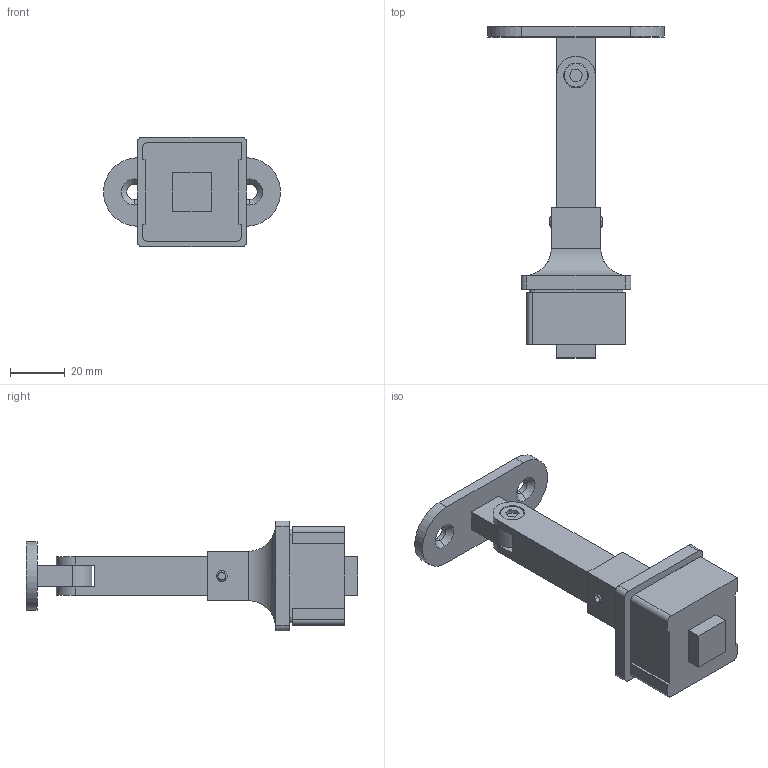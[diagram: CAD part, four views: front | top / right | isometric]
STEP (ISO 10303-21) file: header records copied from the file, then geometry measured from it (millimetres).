
FILE_DESCRIPTION (( 'STEP AP203' ), '1' );
FILE_NAME ('3D_GC2164_40x40x2_flach_188706160.STEP', '2024-10-16T13:29:41', ( '' ), ( '' ), 'SwSTEP 2.0', 'SolidWorks 2024', '' );
FILE_SCHEMA (( 'CONFIG_CONTROL_DESIGN' ));
Length unit declared in the file: millimetre
Products named in the file (1): 3D_GC2164_40x40x2_flach_188706160
Bounding box: 64.5 x 121 x 40 mm (x, y, z)
Volume: 60495.7 mm3; surface area: 22763.4 mm2
Topology: 5 solids, 5 shells, 163 faces, 385 edges, 242 vertices
Faces by surface type: plane 96, cylinder 51, cone 12, torus 4
Entity records: 4754 total; most frequent: DIRECTION 835, CARTESIAN_POINT 803, ORIENTED_EDGE 770, EDGE_CURVE 385, AXIS2_PLACEMENT_3D 290, LINE 255, VECTOR 255, VERTEX_POINT 242
